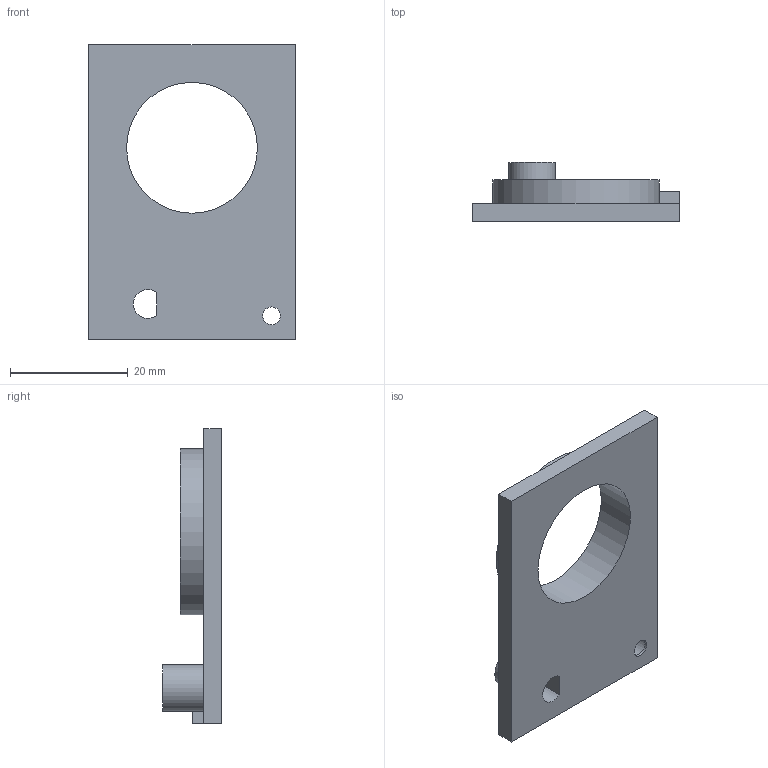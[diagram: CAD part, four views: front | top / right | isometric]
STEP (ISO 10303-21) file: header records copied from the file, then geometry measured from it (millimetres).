
FILE_DESCRIPTION(/* description */ (''),/* implementation_level */ '2;1');
FILE_NAME(/* name */ 'fit_test.stp',/* time_stamp */ '2021-02-03T20:55:58-05:00',/* author */ ('Jack'),/* organization */ (''),/* preprocessor_version */ 'ST-DEVELOPER v18.1',/* originating_system */ 'Autodesk Inventor 2021',/* authorisation */ '');
FILE_SCHEMA (('AUTOMOTIVE_DESIGN { 1 0 10303 214 3 1 1 }'));
Length unit declared in the file: millimetre
Products named in the file (1): fit_test
Bounding box: 35 x 10 x 50 mm (x, y, z)
Volume: 5257.4 mm3; surface area: 4483.9 mm2
Topology: 1 solids, 1 shells, 20 faces, 53 edges, 37 vertices
Faces by surface type: plane 12, cylinder 6, cone 2
Full cylindrical faces by diameter (mm): 3 x1, 5 x1, 7.9 x1, 22.2 x1, 28.2 x1
Entity records: 691 total; most frequent: DIRECTION 116, CARTESIAN_POINT 111, ORIENTED_EDGE 106, EDGE_CURVE 53, AXIS2_PLACEMENT_3D 42, VERTEX_POINT 37, LINE 32, VECTOR 32
